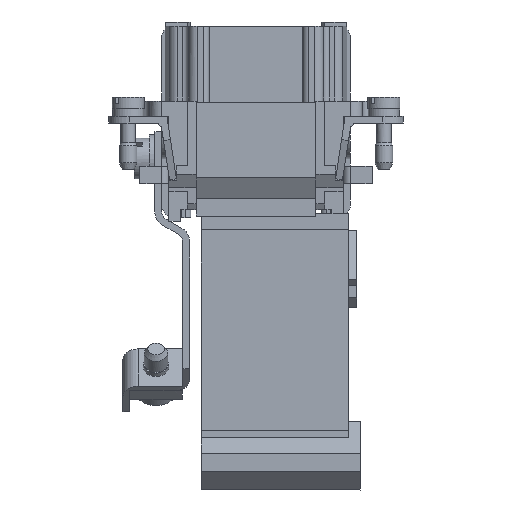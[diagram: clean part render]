
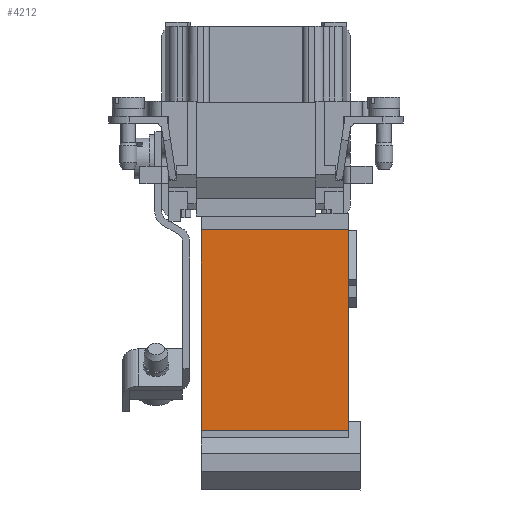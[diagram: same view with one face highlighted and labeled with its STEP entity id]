
A CAD part, front view. The second image highlights one B-rep face of the part: STEP entity #4212.
In plain terms, the highlighted planar face has unit normal (0, -1, 0).
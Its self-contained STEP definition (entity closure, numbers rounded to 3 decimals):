
#3407=FACE_OUTER_BOUND('',#6106,.T.);
#4212=ADVANCED_FACE('',(#3407),#5009,.T.);
#5009=PLANE('',#20950);
#6106=EDGE_LOOP('',(#8462,#8463,#8464,#8465));
#8462=ORIENTED_EDGE('',*,*,#13862,.F.);
#8463=ORIENTED_EDGE('',*,*,#13891,.F.);
#8464=ORIENTED_EDGE('',*,*,#13892,.F.);
#8465=ORIENTED_EDGE('',*,*,#13889,.T.);
#12049=VERTEX_POINT('',#29398);
#12050=VERTEX_POINT('',#29400);
#12070=VERTEX_POINT('',#29453);
#12071=VERTEX_POINT('',#29457);
#13862=EDGE_CURVE('',#12049,#12050,#16907,.T.);
#13889=EDGE_CURVE('',#12070,#12050,#16930,.T.);
#13891=EDGE_CURVE('',#12071,#12049,#16932,.T.);
#13892=EDGE_CURVE('',#12070,#12071,#16933,.T.);
#16907=LINE('',#29399,#18710);
#16930=LINE('',#29452,#18733);
#16932=LINE('',#29456,#18735);
#16933=LINE('',#29458,#18736);
#18710=VECTOR('',#23414,1.);
#18733=VECTOR('',#23457,1.);
#18735=VECTOR('',#23461,1.);
#18736=VECTOR('',#23462,1.);
#20950=AXIS2_PLACEMENT_3D('',#29459,#23463,#23464);
#23414=DIRECTION('',(0.,0.,1.));
#23457=DIRECTION('',(-1.,0.,0.));
#23461=DIRECTION('',(-1.,0.,0.));
#23462=DIRECTION('',(0.,0.,-1.));
#23463=DIRECTION('',(0.,-1.,0.));
#23464=DIRECTION('',(0.,0.,-1.));
#29398=CARTESIAN_POINT('',(-9.45,-16.9,-52.869));
#29399=CARTESIAN_POINT('',(-9.45,-16.9,-52.369));
#29400=CARTESIAN_POINT('',(-9.45,-16.9,-18.369));
#29452=CARTESIAN_POINT('',(-9.45,-16.9,-18.369));
#29453=CARTESIAN_POINT('',(15.85,-16.9,-18.369));
#29456=CARTESIAN_POINT('',(-9.45,-16.9,-52.869));
#29457=CARTESIAN_POINT('',(15.85,-16.9,-52.869));
#29458=CARTESIAN_POINT('',(15.85,-16.9,-18.869));
#29459=CARTESIAN_POINT('',(-9.45,-16.9,-18.869));
